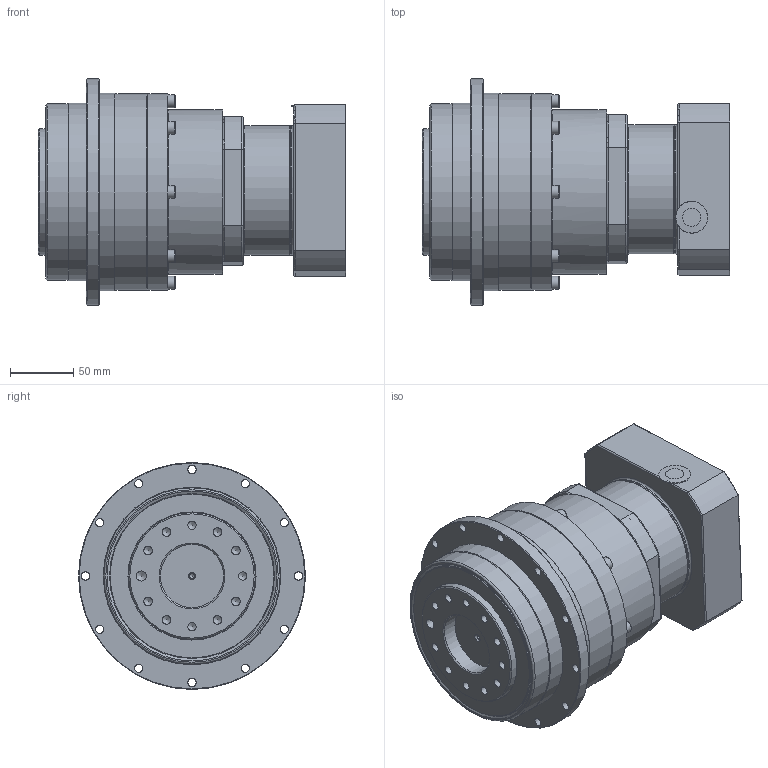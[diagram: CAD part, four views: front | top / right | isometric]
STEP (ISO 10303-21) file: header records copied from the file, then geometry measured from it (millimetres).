
FILE_DESCRIPTION(/* description */ (''),/* implementation_level */ '2;1');
FILE_NAME(/* name */ 'NF14000A2-130A.stp',/* time_stamp */ '2018-11-19T12:28:16+09:00',/* author */ ('Y.J.JI'),/* organization */ (''),/* preprocessor_version */ 'ST-DEVELOPER v15.6',/* originating_system */ 'Autodesk Inventor 2015',/* authorisation */ '');
FILE_SCHEMA (('AUTOMOTIVE_DESIGN { 1 0 10303 214 3 1 1 }'));
Length unit declared in the file: millimetre
Products named in the file (1): NF14000A2-130A
Bounding box: 242.5 x 179 x 179 mm (x, y, z)
Volume: 2501430 mm3; surface area: 322071.8 mm2
Topology: 2 solids, 36 shells, 598 faces, 1408 edges, 896 vertices
Faces by surface type: plane 263, cylinder 172, cone 105, torus 58
Full cylindrical faces by diameter (mm): 4 x1, 4.917 x18, 6 x18, 6.6 x30, 6.647 x16, 8 x2, 10 x18, 11 x10, 12.5 x1, 13 x1, 14 x1, 14.5 x1, 25 x1, 28 x1, 34 x1, 50 x1, 72 x1, 77 x1, 78 x1, 95 x1, 100 x2, 102 x3, 110 x1, 119.6 x1, 130 x3, 139 x1, 140 x1, 155 x2, 156 x1, 179 x1
Entity records: 15402 total; most frequent: CARTESIAN_POINT 3184, DIRECTION 2494, ORIENTED_EDGE 2000, AXIS2_PLACEMENT_3D 1064, EDGE_CURVE 1000, EDGE_LOOP 962, VERTEX_POINT 760, FACE_OUTER_BOUND 598
